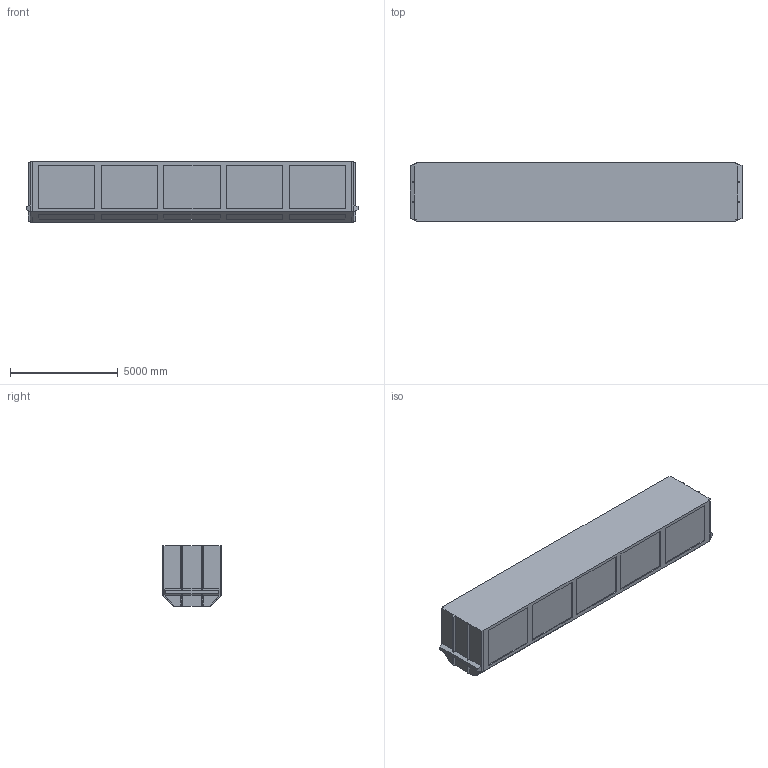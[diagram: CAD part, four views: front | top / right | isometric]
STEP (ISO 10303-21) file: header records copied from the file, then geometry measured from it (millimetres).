
FILE_DESCRIPTION (( 'STEP AP214' ), '1' );
FILE_NAME ('CoveredWagon_cargo_MoreDetailed.STEP', '2024-03-19T15:08:11', ( '' ), ( '' ), 'SwSTEP 2.0', 'SolidWorks 2022', '' );
FILE_SCHEMA (( 'AUTOMOTIVE_DESIGN' ));
Length unit declared in the file: metre
Products named in the file (1): CoveredWagon_cargo_MoreDetailed
Bounding box: 15400 x 2700 x 2800 mm (x, y, z)
Surface area: 181693325 mm2 (no closed solid volume)
Topology: 0 solids, 1 shells, 172 faces, 422 edges, 272 vertices
Faces by surface type: plane 172
Entity records: 4945 total; most frequent: CARTESIAN_POINT 867, ORIENTED_EDGE 844, DIRECTION 768, LINE 422, EDGE_CURVE 422, VECTOR 422, VERTEX_POINT 272, EDGE_LOOP 192
